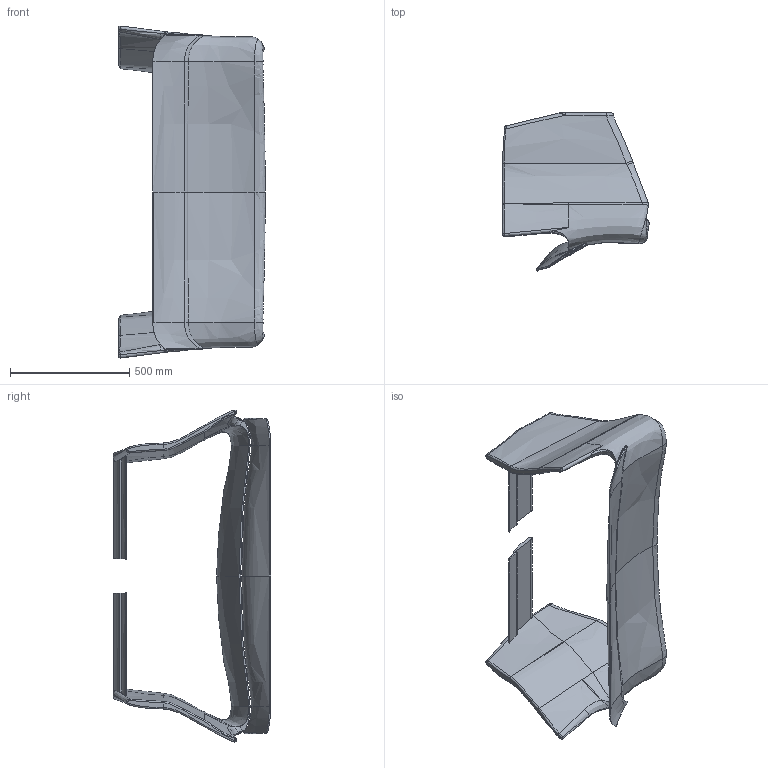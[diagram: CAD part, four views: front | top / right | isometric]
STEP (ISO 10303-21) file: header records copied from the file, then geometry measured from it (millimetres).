
FILE_DESCRIPTION(('FreeCAD Model'),'2;1');
FILE_NAME('Open CASCADE Shape Model','2025-05-04T16:54:31',('FreeCAD'),( 'FreeCAD'),'Open CASCADE STEP processor 7.6','FreeCAD','Unknown');
FILE_SCHEMA(('AUTOMOTIVE_DESIGN { 1 0 10303 214 1 1 1 1 }'));
Length unit declared in the file: millimetre
Products named in the file (1): Open CASCADE STEP translator 7.6 1
Bounding box: 613.5 x 661.83 x 1391.37 mm (x, y, z)
Volume: 39038656.6 mm3; surface area: 3021397.4 mm2
Topology: 5 solids, 5 shells, 184 faces, 466 edges, 288 vertices
Faces by surface type: bspline 184
Entity records: 22220 total; most frequent: CARTESIAN_POINT 19459, ORIENTED_EDGE 920, EDGE_CURVE 460, B_SPLINE_CURVE_WITH_KNOTS 420, VERTEX_POINT 288, FACE_BOUND 186, EDGE_LOOP 186, ADVANCED_FACE 184
